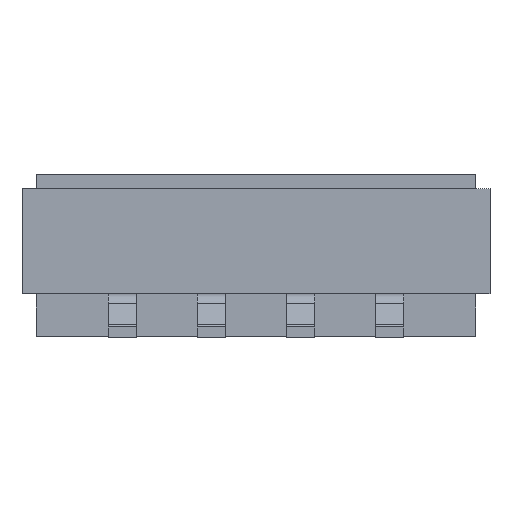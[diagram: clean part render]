
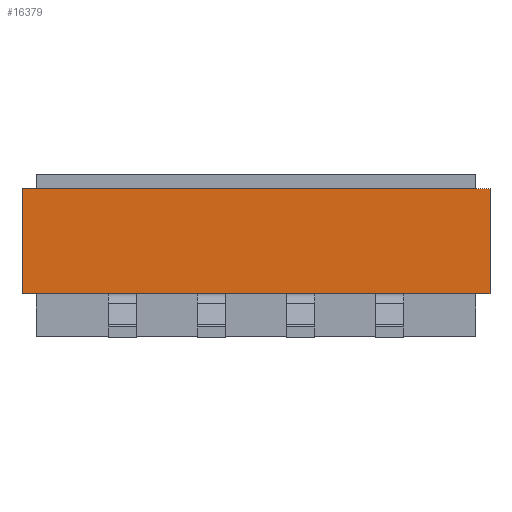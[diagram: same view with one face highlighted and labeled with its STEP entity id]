
A CAD part, front view. The second image highlights one B-rep face of the part: STEP entity #16379.
In plain terms, the highlighted planar face has unit normal (0, -1, 0).
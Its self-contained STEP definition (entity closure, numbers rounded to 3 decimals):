
#257 = ORIENTED_EDGE ( 'NONE', *, *, #25832, .T. ) ;
#610 = EDGE_CURVE ( 'NONE', #19816, #8152, #7970, .T. ) ;
#1009 = CARTESIAN_POINT ( 'NONE',  ( -3.33, -2.7, 0. ) ) ;
#1483 = DIRECTION ( 'NONE',  ( 1., 0., 0. ) ) ;
#1510 = EDGE_CURVE ( 'NONE', #26932, #26960, #25554, .T. ) ;
#1843 = VECTOR ( 'NONE', #23402, 1000. ) ;
#2297 = LINE ( 'NONE', #15565, #25398 ) ;
#2540 = VECTOR ( 'NONE', #1483, 1000. ) ;
#3959 = AXIS2_PLACEMENT_3D ( 'NONE', #15053, #16753, #27701 ) ;
#4287 = CARTESIAN_POINT ( 'NONE',  ( 0.835, -2.7, 0. ) ) ;
#4643 = EDGE_CURVE ( 'NONE', #7990, #26960, #12175, .T. ) ;
#5846 = CARTESIAN_POINT ( 'NONE',  ( -3.33, -2.7, 1.5 ) ) ;
#6423 = EDGE_CURVE ( 'NONE', #18375, #10960, #19664, .T. ) ;
#6732 = ORIENTED_EDGE ( 'NONE', *, *, #16693, .T. ) ;
#7019 = DIRECTION ( 'NONE',  ( 1., 0., 0. ) ) ;
#7332 = EDGE_CURVE ( 'NONE', #14053, #26932, #13857, .T. ) ;
#7970 = LINE ( 'NONE', #25434, #13666 ) ;
#7990 = VERTEX_POINT ( 'NONE', #20269 ) ;
#8152 = VERTEX_POINT ( 'NONE', #16281 ) ;
#8810 = VERTEX_POINT ( 'NONE', #22250 ) ;
#8836 = EDGE_LOOP ( 'NONE', ( #257, #15749, #11617, #15228, #6732, #10766, #26489, #21423, #19640, #16513, #21354, #18809 ) ) ;
#9016 = VERTEX_POINT ( 'NONE', #24491 ) ;
#9135 = CARTESIAN_POINT ( 'NONE',  ( -3.33, -2.7, 0. ) ) ;
#9468 = DIRECTION ( 'NONE',  ( 1., 0., 0. ) ) ;
#9523 = LINE ( 'NONE', #16195, #14992 ) ;
#9617 = CARTESIAN_POINT ( 'NONE',  ( -3.33, -2.7, 1.5 ) ) ;
#10015 = LINE ( 'NONE', #20668, #15625 ) ;
#10061 = CARTESIAN_POINT ( 'NONE',  ( -3.33, -2.7, 0. ) ) ;
#10766 = ORIENTED_EDGE ( 'NONE', *, *, #6423, .F. ) ;
#10960 = VERTEX_POINT ( 'NONE', #18162 ) ;
#11116 = CARTESIAN_POINT ( 'NONE',  ( -3.33, -2.7, 0. ) ) ;
#11617 = ORIENTED_EDGE ( 'NONE', *, *, #15139, .T. ) ;
#11982 = VERTEX_POINT ( 'NONE', #14304 ) ;
#12175 = LINE ( 'NONE', #18987, #14379 ) ;
#12643 = FACE_OUTER_BOUND ( 'NONE', #8836, .T. ) ;
#13032 = CARTESIAN_POINT ( 'NONE',  ( -0.835, -2.7, 0. ) ) ;
#13557 = DIRECTION ( 'NONE',  ( 1., 0., 0. ) ) ;
#13666 = VECTOR ( 'NONE', #27573, 1000. ) ;
#13844 = CARTESIAN_POINT ( 'NONE',  ( -3.33, -2.7, 0. ) ) ;
#13857 = LINE ( 'NONE', #9617, #21812 ) ;
#13977 = DIRECTION ( 'NONE',  ( 1., 0., 0. ) ) ;
#14053 = VERTEX_POINT ( 'NONE', #20634 ) ;
#14304 = CARTESIAN_POINT ( 'NONE',  ( -1.705, -2.7, 0. ) ) ;
#14379 = VECTOR ( 'NONE', #20833, 1000. ) ;
#14769 = CARTESIAN_POINT ( 'NONE',  ( 3.33, -2.7, 1.5 ) ) ;
#14833 = VERTEX_POINT ( 'NONE', #13844 ) ;
#14992 = VECTOR ( 'NONE', #20605, 1000. ) ;
#15053 = CARTESIAN_POINT ( 'NONE',  ( -3.33, -2.7, 1.5 ) ) ;
#15139 = EDGE_CURVE ( 'NONE', #11982, #19816, #26449, .T. ) ;
#15228 = ORIENTED_EDGE ( 'NONE', *, *, #610, .T. ) ;
#15565 = CARTESIAN_POINT ( 'NONE',  ( -3.33, -2.7, 0. ) ) ;
#15625 = VECTOR ( 'NONE', #13977, 1000. ) ;
#15749 = ORIENTED_EDGE ( 'NONE', *, *, #22149, .T. ) ;
#16195 = CARTESIAN_POINT ( 'NONE',  ( -3.33, -2.7, 0. ) ) ;
#16228 = VECTOR ( 'NONE', #16264, 1000. ) ;
#16264 = DIRECTION ( 'NONE',  ( 1., 0., 0. ) ) ;
#16281 = CARTESIAN_POINT ( 'NONE',  ( -0.435, -2.7, 0. ) ) ;
#16379 = ADVANCED_FACE ( 'NONE', ( #12643 ), #23553, .F. ) ;
#16513 = ORIENTED_EDGE ( 'NONE', *, *, #1510, .F. ) ;
#16527 = EDGE_CURVE ( 'NONE', #9016, #7990, #27941, .T. ) ;
#16693 = EDGE_CURVE ( 'NONE', #8152, #10960, #22652, .T. ) ;
#16753 = DIRECTION ( 'NONE',  ( 0., 1., 0. ) ) ;
#17641 = CARTESIAN_POINT ( 'NONE',  ( 3.33, -2.7, 1.5 ) ) ;
#18162 = CARTESIAN_POINT ( 'NONE',  ( 0.435, -2.7, 0. ) ) ;
#18375 = VERTEX_POINT ( 'NONE', #4287 ) ;
#18665 = CARTESIAN_POINT ( 'NONE',  ( 3.33, -2.7, 0. ) ) ;
#18809 = ORIENTED_EDGE ( 'NONE', *, *, #26233, .T. ) ;
#18905 = DIRECTION ( 'NONE',  ( 0., 0., -1. ) ) ;
#18987 = CARTESIAN_POINT ( 'NONE',  ( -3.33, -2.7, 0. ) ) ;
#19580 = VECTOR ( 'NONE', #25266, 1000. ) ;
#19640 = ORIENTED_EDGE ( 'NONE', *, *, #4643, .T. ) ;
#19664 = LINE ( 'NONE', #11116, #19580 ) ;
#19816 = VERTEX_POINT ( 'NONE', #13032 ) ;
#20269 = CARTESIAN_POINT ( 'NONE',  ( 2.105, -2.7, 0. ) ) ;
#20605 = DIRECTION ( 'NONE',  ( 1., 0., 0. ) ) ;
#20634 = CARTESIAN_POINT ( 'NONE',  ( -3.33, -2.7, 1.5 ) ) ;
#20668 = CARTESIAN_POINT ( 'NONE',  ( -3.33, -2.7, 0. ) ) ;
#20833 = DIRECTION ( 'NONE',  ( 1., 0., 0. ) ) ;
#21354 = ORIENTED_EDGE ( 'NONE', *, *, #7332, .F. ) ;
#21423 = ORIENTED_EDGE ( 'NONE', *, *, #16527, .T. ) ;
#21812 = VECTOR ( 'NONE', #9468, 1000. ) ;
#22149 = EDGE_CURVE ( 'NONE', #8810, #11982, #10015, .T. ) ;
#22250 = CARTESIAN_POINT ( 'NONE',  ( -2.105, -2.7, 0. ) ) ;
#22652 = LINE ( 'NONE', #1009, #16228 ) ;
#23377 = VECTOR ( 'NONE', #7019, 1000. ) ;
#23402 = DIRECTION ( 'NONE',  ( 0., 0., -1. ) ) ;
#23553 = PLANE ( 'NONE',  #3959 ) ;
#24491 = CARTESIAN_POINT ( 'NONE',  ( 1.705, -2.7, 0. ) ) ;
#25266 = DIRECTION ( 'NONE',  ( -1., 0., 0. ) ) ;
#25398 = VECTOR ( 'NONE', #13557, 1000. ) ;
#25434 = CARTESIAN_POINT ( 'NONE',  ( -3.33, -2.7, 0. ) ) ;
#25554 = LINE ( 'NONE', #14769, #1843 ) ;
#25564 = LINE ( 'NONE', #5846, #27693 ) ;
#25832 = EDGE_CURVE ( 'NONE', #14833, #8810, #2297, .T. ) ;
#26115 = EDGE_CURVE ( 'NONE', #18375, #9016, #9523, .T. ) ;
#26233 = EDGE_CURVE ( 'NONE', #14053, #14833, #25564, .T. ) ;
#26449 = LINE ( 'NONE', #9135, #23377 ) ;
#26489 = ORIENTED_EDGE ( 'NONE', *, *, #26115, .T. ) ;
#26932 = VERTEX_POINT ( 'NONE', #17641 ) ;
#26960 = VERTEX_POINT ( 'NONE', #18665 ) ;
#27573 = DIRECTION ( 'NONE',  ( 1., 0., 0. ) ) ;
#27693 = VECTOR ( 'NONE', #18905, 1000. ) ;
#27701 = DIRECTION ( 'NONE',  ( 0., 0., 1. ) ) ;
#27941 = LINE ( 'NONE', #10061, #2540 ) ;
